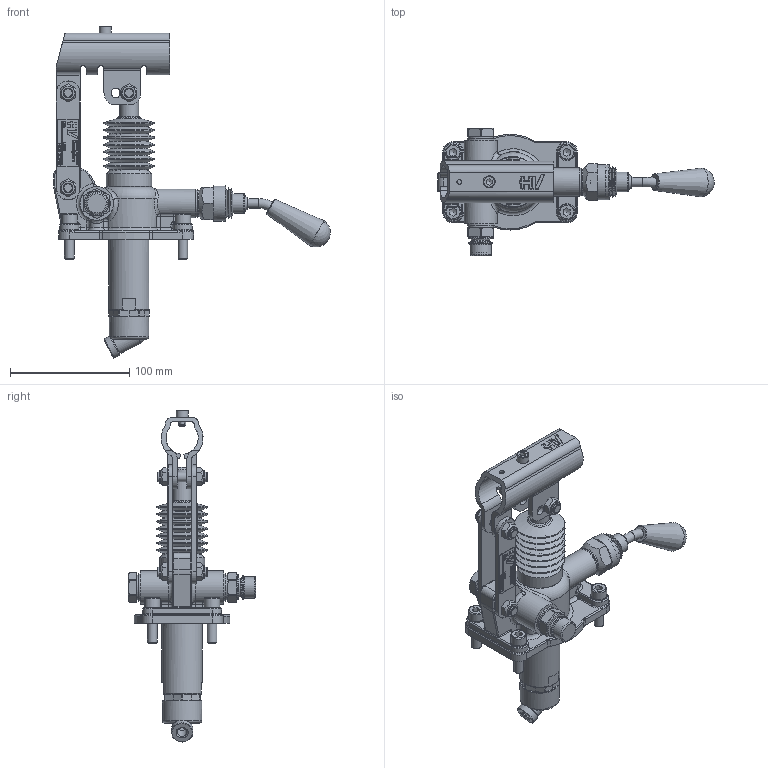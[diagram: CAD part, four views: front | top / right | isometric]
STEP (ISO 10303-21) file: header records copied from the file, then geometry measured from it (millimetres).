
FILE_DESCRIPTION((''),'2;1');
FILE_NAME('PM 25 m-s (HV) STEP.stp','2014-08-04T15:17:11',('Christian'),(''),'Autodesk Inventor 2013','Autodesk Inventor 2013','');
FILE_SCHEMA(('AUTOMOTIVE_DESIGN { 1 0 10303 214 1 1 1 1 }'));
Length unit declared in the file: millimetre
Products named in the file (1): Parte38
Bounding box: 231.42 x 106.5 x 277.85 mm (x, y, z)
Volume: 138.9 mm3; surface area: 146252.5 mm2
Topology: 3 solids, 10 shells, 1486 faces, 3690 edges, 2303 vertices
Faces by surface type: plane 684, cylinder 318, bspline 190, cone 146, torus 132, sphere 16
Full cylindrical faces by diameter (mm): 4 x2, 5 x1, 6 x1, 8 x25, 8.5 x2, 9 x1, 10 x4, 11.05 x6, 12 x4, 13 x4, 13.468 x1, 14 x4, 16 x3, 16.468 x1, 16.6 x1, 17 x2, 18 x3, 20 x1, 21 x4, 22 x2, 23 x3, 24 x1, 25 x2, 28 x2, 29.5 x1, 30 x1, 33 x1, 34 x1, 38.004 x1, 40 x1
Entity records: 46292 total; most frequent: CARTESIAN_POINT 11710, ORIENTED_EDGE 6800, DIRECTION 6395, EDGE_CURVE 3400, AXIS2_PLACEMENT_3D 2308, VERTEX_POINT 2257, EDGE_LOOP 1901, VECTOR 1779
